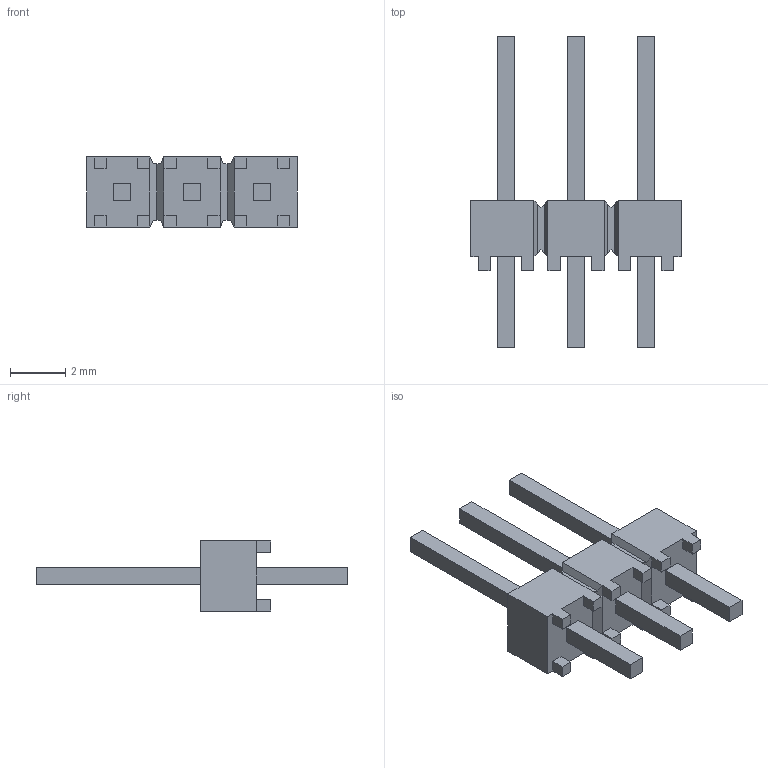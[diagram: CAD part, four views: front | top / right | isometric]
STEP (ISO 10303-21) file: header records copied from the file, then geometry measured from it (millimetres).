
FILE_DESCRIPTION(/* description */ ('STEP AP214'),/* implementation_level */ '2;1');
FILE_NAME(/* name */ 'MTSW-103-23-F-S-235',/* time_stamp */ '2024-05-12T23:11:46+02:00',/* author */ ('License CC BY-ND 4.0'),/* organization */ ('CADENAS'),/* preprocessor_version */ 'ST-DEVELOPER v19.3',/* originating_system */ 'PARTsolutions',/* authorisation */ ' ');
FILE_SCHEMA (('AUTOMOTIVE_DESIGN {1 0 10303 214 3 1 1}'));
Length unit declared in the file: inch
Products named in the file (3): MTSW-103-23-F-S-235; MTSW-103-23-F-S-235_body; MTSW-103-23-S-235
Assembly tree (2 placements, depth 2):
  MTSW-103-23-F-S-235
    MTSW-103-23-F-S-235_body
    MTSW-103-23-S-235
Bounding box: 7.62 x 11.3 x 2.54 mm (x, y, z)
Volume: 50.9 mm3; surface area: 204.1 mm2
Topology: 2 solids, 2 shells, 130 faces, 336 edges, 216 vertices
Faces by surface type: plane 130
Entity records: 3938 total; most frequent: CARTESIAN_POINT 685, ORIENTED_EDGE 672, DIRECTION 602, EDGE_CURVE 336, LINE 336, VECTOR 336, VERTEX_POINT 216, EDGE_LOOP 142
